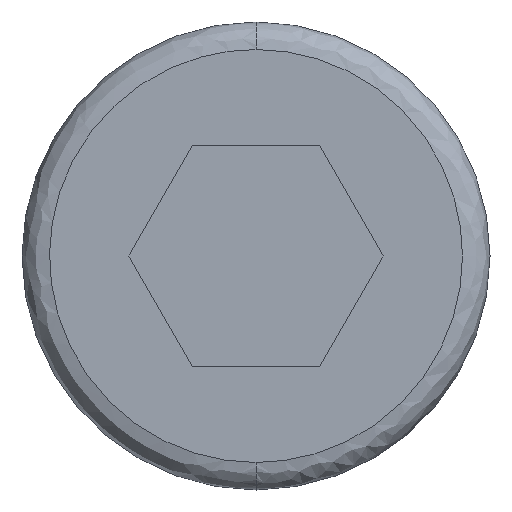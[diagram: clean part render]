
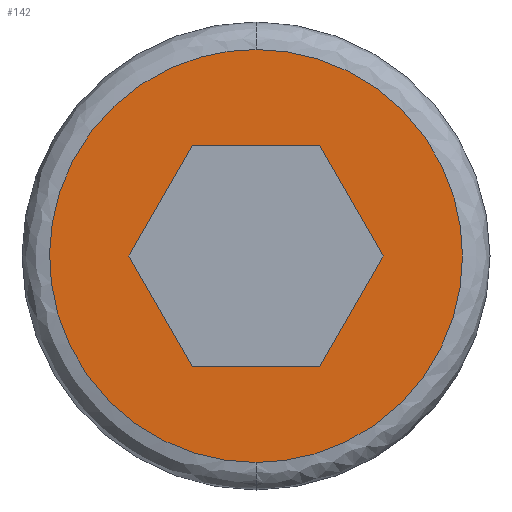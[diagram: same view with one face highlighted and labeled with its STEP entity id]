
A CAD part, front view. The second image highlights one B-rep face of the part: STEP entity #142.
In plain terms, the highlighted planar face has unit normal (0, -1, 0).
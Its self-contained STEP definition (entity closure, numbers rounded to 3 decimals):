
#11 = EDGE_CURVE ( 'NONE', #300, #309, #448, .T. ) ;
#12 = VERTEX_POINT ( 'NONE', #244 ) ;
#16 = DIRECTION ( 'NONE',  ( -1., 0., 0. ) ) ;
#34 = VECTOR ( 'NONE', #292, 1000. ) ;
#45 = ORIENTED_EDGE ( 'NONE', *, *, #90, .T. ) ;
#46 = CARTESIAN_POINT ( 'NONE',  ( 3.75, -3.5, 0. ) ) ;
#48 = LINE ( 'NONE', #147, #195 ) ;
#49 = FACE_BOUND ( 'NONE', #427, .T. ) ;
#66 = ORIENTED_EDGE ( 'NONE', *, *, #101, .T. ) ;
#69 = VERTEX_POINT ( 'NONE', #150 ) ;
#77 = ORIENTED_EDGE ( 'NONE', *, *, #120, .T. ) ;
#78 = CARTESIAN_POINT ( 'NONE',  ( -1.155, -3.5, 2. ) ) ;
#80 =( BOUNDED_CURVE ( )  B_SPLINE_CURVE ( 3, ( #439, #168, #323, #179 ),
 .UNSPECIFIED., .F., .T. ) 
 B_SPLINE_CURVE_WITH_KNOTS ( ( 4, 4 ),
 ( 0., 0.333 ),
 .UNSPECIFIED. ) 
 CURVE ( )  GEOMETRIC_REPRESENTATION_ITEM ( )  RATIONAL_B_SPLINE_CURVE ( ( 1., 0.805, 0.805, 1. ) ) 
 REPRESENTATION_ITEM ( '' )  );
#90 = EDGE_CURVE ( 'NONE', #189, #12, #250, .T. ) ;
#92 = VECTOR ( 'NONE', #269, 1000. ) ;
#97 = VERTEX_POINT ( 'NONE', #548 ) ;
#100 = DIRECTION ( 'NONE',  ( 0.5, 0., 0.866 ) ) ;
#101 = EDGE_CURVE ( 'NONE', #233, #69, #537, .T. ) ;
#102 = VECTOR ( 'NONE', #16, 1000. ) ;
#117 = VERTEX_POINT ( 'NONE', #396 ) ;
#120 = EDGE_CURVE ( 'NONE', #117, #233, #604, .T. ) ;
#135 =( BOUNDED_CURVE ( )  B_SPLINE_CURVE ( 3, ( #236, #331, #254, #162, #428, #156, #342 ),
 .UNSPECIFIED., .F., .T. ) 
 B_SPLINE_CURVE_WITH_KNOTS ( ( 4, 3, 4 ),
 ( 0.333, 0.667, 1. ),
 .UNSPECIFIED. ) 
 CURVE ( )  GEOMETRIC_REPRESENTATION_ITEM ( )  RATIONAL_B_SPLINE_CURVE ( ( 1., 0.805, 0.805, 1., 0.805, 0.805, 1. ) ) 
 REPRESENTATION_ITEM ( '' )  );
#142 = ADVANCED_FACE ( 'NONE', ( #49, #516 ), #594, .T. ) ;
#147 = CARTESIAN_POINT ( 'NONE',  ( 0., -3.5, 2. ) ) ;
#150 = CARTESIAN_POINT ( 'NONE',  ( -2.309, -3.5, 0. ) ) ;
#156 = CARTESIAN_POINT ( 'NONE',  ( -2.197, -3.5, 3.75 ) ) ;
#158 = CARTESIAN_POINT ( 'NONE',  ( 3.75, -3.5, 2.197 ) ) ;
#162 = CARTESIAN_POINT ( 'NONE',  ( -3.75, -3.5, 0. ) ) ;
#165 = VERTEX_POINT ( 'NONE', #78 ) ;
#168 = CARTESIAN_POINT ( 'NONE',  ( 3.75, -3.5, -2.197 ) ) ;
#179 = CARTESIAN_POINT ( 'NONE',  ( 0., -3.5, -3.75 ) ) ;
#189 = VERTEX_POINT ( 'NONE', #590 ) ;
#195 = VECTOR ( 'NONE', #520, 1000. ) ;
#197 = ORIENTED_EDGE ( 'NONE', *, *, #442, .T. ) ;
#213 = ORIENTED_EDGE ( 'NONE', *, *, #451, .T. ) ;
#225 = CARTESIAN_POINT ( 'NONE',  ( 2.309, -3.5, 0. ) ) ;
#232 = LINE ( 'NONE', #371, #409 ) ;
#233 = VERTEX_POINT ( 'NONE', #452 ) ;
#236 = CARTESIAN_POINT ( 'NONE',  ( 0., -3.5, -3.75 ) ) ;
#244 = CARTESIAN_POINT ( 'NONE',  ( 2.309, -3.5, 0. ) ) ;
#250 = LINE ( 'NONE', #580, #34 ) ;
#254 = CARTESIAN_POINT ( 'NONE',  ( -3.75, -3.5, -2.197 ) ) ;
#262 = DIRECTION ( 'NONE',  ( 0., 0., -1. ) ) ;
#269 = DIRECTION ( 'NONE',  ( -0.5, 0., -0.866 ) ) ;
#292 = DIRECTION ( 'NONE',  ( 0.5, 0., -0.866 ) ) ;
#300 = VERTEX_POINT ( 'NONE', #364 ) ;
#305 = DIRECTION ( 'NONE',  ( 0., -1., 0. ) ) ;
#309 = VERTEX_POINT ( 'NONE', #46 ) ;
#323 = CARTESIAN_POINT ( 'NONE',  ( 2.197, -3.5, -3.75 ) ) ;
#331 = CARTESIAN_POINT ( 'NONE',  ( -2.197, -3.5, -3.75 ) ) ;
#337 = CARTESIAN_POINT ( 'NONE',  ( 0., -3.5, 3.75 ) ) ;
#339 = LINE ( 'NONE', #225, #92 ) ;
#342 = CARTESIAN_POINT ( 'NONE',  ( 0., -3.5, 3.75 ) ) ;
#344 = CARTESIAN_POINT ( 'NONE',  ( 2.197, -3.5, 3.75 ) ) ;
#364 = CARTESIAN_POINT ( 'NONE',  ( 0., -3.5, 3.75 ) ) ;
#371 = CARTESIAN_POINT ( 'NONE',  ( -2.309, -3.5, 0. ) ) ;
#376 = AXIS2_PLACEMENT_3D ( 'NONE', #440, #305, #262 ) ;
#393 = CARTESIAN_POINT ( 'NONE',  ( 0., -3.5, -2. ) ) ;
#396 = CARTESIAN_POINT ( 'NONE',  ( 1.155, -3.5, -2. ) ) ;
#409 = VECTOR ( 'NONE', #100, 1000. ) ;
#410 = EDGE_LOOP ( 'NONE', ( #613, #553, #568 ) ) ;
#427 = EDGE_LOOP ( 'NONE', ( #45, #504, #77, #66, #213, #197 ) ) ;
#428 = CARTESIAN_POINT ( 'NONE',  ( -3.75, -3.5, 2.197 ) ) ;
#439 = CARTESIAN_POINT ( 'NONE',  ( 3.75, -3.5, 0. ) ) ;
#440 = CARTESIAN_POINT ( 'NONE',  ( 0., -3.5, 0. ) ) ;
#442 = EDGE_CURVE ( 'NONE', #165, #189, #48, .T. ) ;
#448 =( BOUNDED_CURVE ( )  B_SPLINE_CURVE ( 3, ( #337, #344, #158, #532 ),
 .UNSPECIFIED., .F., .T. ) 
 B_SPLINE_CURVE_WITH_KNOTS ( ( 4, 4 ),
 ( 0., 1. ),
 .UNSPECIFIED. ) 
 CURVE ( )  GEOMETRIC_REPRESENTATION_ITEM ( )  RATIONAL_B_SPLINE_CURVE ( ( 1., 0.805, 0.805, 1. ) ) 
 REPRESENTATION_ITEM ( '' )  );
#451 = EDGE_CURVE ( 'NONE', #69, #165, #232, .T. ) ;
#452 = CARTESIAN_POINT ( 'NONE',  ( -1.155, -3.5, -2. ) ) ;
#464 = EDGE_CURVE ( 'NONE', #97, #300, #135, .T. ) ;
#491 = CARTESIAN_POINT ( 'NONE',  ( -1.155, -3.5, -2. ) ) ;
#496 = VECTOR ( 'NONE', #587, 1000. ) ;
#504 = ORIENTED_EDGE ( 'NONE', *, *, #596, .T. ) ;
#516 = FACE_OUTER_BOUND ( 'NONE', #410, .T. ) ;
#520 = DIRECTION ( 'NONE',  ( 1., 0., 0. ) ) ;
#532 = CARTESIAN_POINT ( 'NONE',  ( 3.75, -3.5, 0. ) ) ;
#537 = LINE ( 'NONE', #491, #496 ) ;
#548 = CARTESIAN_POINT ( 'NONE',  ( 0., -3.5, -3.75 ) ) ;
#553 = ORIENTED_EDGE ( 'NONE', *, *, #464, .F. ) ;
#568 = ORIENTED_EDGE ( 'NONE', *, *, #609, .F. ) ;
#580 = CARTESIAN_POINT ( 'NONE',  ( 1.155, -3.5, 2. ) ) ;
#587 = DIRECTION ( 'NONE',  ( -0.5, 0., 0.866 ) ) ;
#590 = CARTESIAN_POINT ( 'NONE',  ( 1.155, -3.5, 2. ) ) ;
#594 = PLANE ( 'NONE',  #376 ) ;
#596 = EDGE_CURVE ( 'NONE', #12, #117, #339, .T. ) ;
#604 = LINE ( 'NONE', #393, #102 ) ;
#609 = EDGE_CURVE ( 'NONE', #309, #97, #80, .T. ) ;
#613 = ORIENTED_EDGE ( 'NONE', *, *, #11, .F. ) ;
